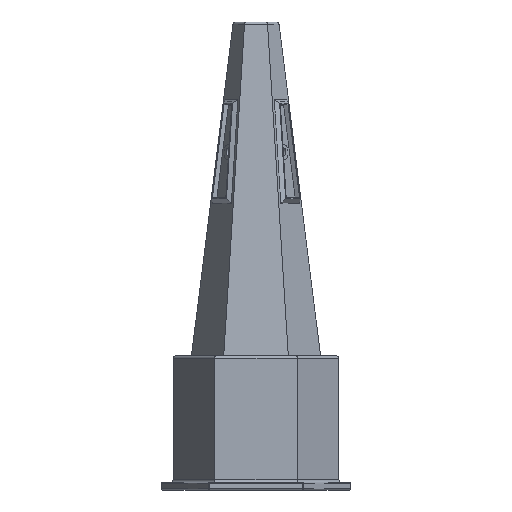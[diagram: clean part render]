
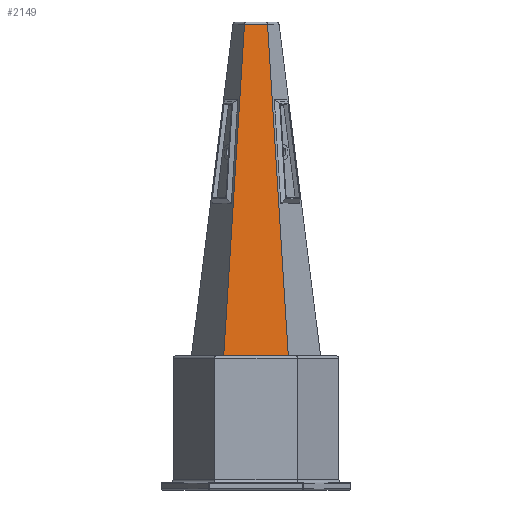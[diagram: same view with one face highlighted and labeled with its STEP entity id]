
A CAD part, front view. The second image highlights one B-rep face of the part: STEP entity #2149.
In plain terms, the highlighted free-form (B-spline) face has degree [1, 1] with [2, 2] control points.
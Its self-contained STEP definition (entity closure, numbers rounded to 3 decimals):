
#93 = PLANE('',#94);
#94 = AXIS2_PLACEMENT_3D('',#95,#96,#97);
#95 = CARTESIAN_POINT('',(0.,0.,50.));
#96 = DIRECTION('',(0.,0.,1.));
#97 = DIRECTION('',(1.,0.,0.));
#376 = B_SPLINE_SURFACE_WITH_KNOTS('',1,1,(
    (#377,#378)
    ,(#379,#380
    )),.UNSPECIFIED.,.F.,.F.,.F.,(2,2),(2,2),(0.,25.5),(0.,1.),
  .PIECEWISE_BEZIER_KNOTS.);
#377 = CARTESIAN_POINT('',(12.75,-22.084,50.));
#378 = CARTESIAN_POINT('',(4.5,-7.794,182.));
#379 = CARTESIAN_POINT('',(25.5,0.,50.));
#380 = CARTESIAN_POINT('',(9.,0.,182.));
#672 = VERTEX_POINT('',#673);
#673 = CARTESIAN_POINT('',(-12.75,-22.084,50.));
#687 = B_SPLINE_SURFACE_WITH_KNOTS('',1,1,(
    (#688,#689)
    ,(#690,#691
    )),.UNSPECIFIED.,.F.,.F.,.F.,(2,2),(2,2),(0.,25.5),(0.,1.),
  .PIECEWISE_BEZIER_KNOTS.);
#688 = CARTESIAN_POINT('',(-25.5,0.,50.));
#689 = CARTESIAN_POINT('',(-9.,0.,182.));
#690 = CARTESIAN_POINT('',(-12.75,-22.084,50.));
#691 = CARTESIAN_POINT('',(-4.5,-7.794,182.));
#699 = EDGE_CURVE('',#672,#700,#702,.T.);
#700 = VERTEX_POINT('',#701);
#701 = CARTESIAN_POINT('',(12.75,-22.084,50.));
#702 = SURFACE_CURVE('',#703,(#707,#714),.PCURVE_S1.);
#703 = LINE('',#704,#705);
#704 = CARTESIAN_POINT('',(-12.75,-22.084,50.));
#705 = VECTOR('',#706,1.);
#706 = DIRECTION('',(1.,0.,0.));
#707 = PCURVE('',#93,#708);
#708 = DEFINITIONAL_REPRESENTATION('',(#709),#713);
#709 = LINE('',#710,#711);
#710 = CARTESIAN_POINT('',(-12.75,-22.084));
#711 = VECTOR('',#712,1.);
#712 = DIRECTION('',(1.,0.));
#713 = ( GEOMETRIC_REPRESENTATION_CONTEXT(2) 
PARAMETRIC_REPRESENTATION_CONTEXT() REPRESENTATION_CONTEXT('2D SPACE',''
  ) );
#714 = PCURVE('',#715,#720);
#715 = B_SPLINE_SURFACE_WITH_KNOTS('',1,1,(
    (#716,#717)
    ,(#718,#719
    )),.UNSPECIFIED.,.F.,.F.,.F.,(2,2),(2,2),(0.,25.5),(0.,1.),
  .PIECEWISE_BEZIER_KNOTS.);
#716 = CARTESIAN_POINT('',(-12.75,-22.084,50.));
#717 = CARTESIAN_POINT('',(-4.5,-7.794,182.));
#718 = CARTESIAN_POINT('',(12.75,-22.084,50.));
#719 = CARTESIAN_POINT('',(4.5,-7.794,182.));
#720 = DEFINITIONAL_REPRESENTATION('',(#721),#725);
#721 = LINE('',#722,#723);
#722 = CARTESIAN_POINT('',(0.,0.));
#723 = VECTOR('',#724,1.);
#724 = DIRECTION('',(1.,0.));
#725 = ( GEOMETRIC_REPRESENTATION_CONTEXT(2) 
PARAMETRIC_REPRESENTATION_CONTEXT() REPRESENTATION_CONTEXT('2D SPACE',''
  ) );
#1344 = EDGE_CURVE('',#700,#1345,#1347,.T.);
#1345 = VERTEX_POINT('',#1346);
#1346 = CARTESIAN_POINT('',(4.556,-7.891,181.108
    ));
#1347 = SURFACE_CURVE('',#1348,(#1351,#1358),.PCURVE_S1.);
#1348 = B_SPLINE_CURVE_WITH_KNOTS('',1,(#1349,#1350),.UNSPECIFIED.,.F.,
  .F.,(2,2),(0.,1.),.PIECEWISE_BEZIER_KNOTS.);
#1349 = CARTESIAN_POINT('',(12.75,-22.084,50.));
#1350 = CARTESIAN_POINT('',(4.5,-7.794,182.));
#1351 = PCURVE('',#376,#1352);
#1352 = DEFINITIONAL_REPRESENTATION('',(#1353),#1357);
#1353 = LINE('',#1354,#1355);
#1354 = CARTESIAN_POINT('',(0.,0.));
#1355 = VECTOR('',#1356,1.);
#1356 = DIRECTION('',(0.,1.));
#1357 = ( GEOMETRIC_REPRESENTATION_CONTEXT(2) 
PARAMETRIC_REPRESENTATION_CONTEXT() REPRESENTATION_CONTEXT('2D SPACE',''
  ) );
#1358 = PCURVE('',#715,#1359);
#1359 = DEFINITIONAL_REPRESENTATION('',(#1360),#1364);
#1360 = LINE('',#1361,#1362);
#1361 = CARTESIAN_POINT('',(25.5,0.));
#1362 = VECTOR('',#1363,1.);
#1363 = DIRECTION('',(0.,1.));
#1364 = ( GEOMETRIC_REPRESENTATION_CONTEXT(2) 
PARAMETRIC_REPRESENTATION_CONTEXT() REPRESENTATION_CONTEXT('2D SPACE',''
  ) );
#1636 = ( BOUNDED_SURFACE() B_SPLINE_SURFACE(2,2,(
    (#1637,#1638,#1639,#1640,#1641)
    ,(#1642,#1643,#1644,#1645,#1646)
    ,(#1647,#1648,#1649,#1650,#1651
)),.UNSPECIFIED.,.F.,.F.,.F.) B_SPLINE_SURFACE_WITH_KNOTS((3,3),(3,1,1,3
    ),(0.,10.036),(-0.959,-0.518,
    9.518,9.959),.UNSPECIFIED.) 
GEOMETRIC_REPRESENTATION_ITEM() RATIONAL_B_SPLINE_SURFACE((
    (1.,1.,1.,1.,1.)
    ,(0.744,0.744,0.744,0.744
      ,0.744)
,(1.,1.,1.,1.,1.))) REPRESENTATION_ITEM('') SURFACE() );
#1637 = CARTESIAN_POINT('',(-5.459,-6.897,182.));
#1638 = CARTESIAN_POINT('',(-5.239,-6.897,182.));
#1639 = CARTESIAN_POINT('',(0.,-6.897,182.));
#1640 = CARTESIAN_POINT('',(5.239,-6.897,182.));
#1641 = CARTESIAN_POINT('',(5.459,-6.897,182.));
#1642 = CARTESIAN_POINT('',(-5.459,-7.794,182.));
#1643 = CARTESIAN_POINT('',(-5.239,-7.794,182.));
#1644 = CARTESIAN_POINT('',(0.,-7.794,182.));
#1645 = CARTESIAN_POINT('',(5.239,-7.794,182.));
#1646 = CARTESIAN_POINT('',(5.459,-7.794,182.));
#1647 = CARTESIAN_POINT('',(-5.459,-7.891,
    181.108));
#1648 = CARTESIAN_POINT('',(-5.239,-7.891,
    181.108));
#1649 = CARTESIAN_POINT('',(0.,-7.891,181.108));
#1650 = CARTESIAN_POINT('',(5.239,-7.891,181.108
    ));
#1651 = CARTESIAN_POINT('',(5.459,-7.891,181.108
    ));
#1955 = EDGE_CURVE('',#672,#1956,#1958,.T.);
#1956 = VERTEX_POINT('',#1957);
#1957 = CARTESIAN_POINT('',(-4.556,-7.891,
    181.108));
#1958 = SURFACE_CURVE('',#1959,(#1962,#1969),.PCURVE_S1.);
#1959 = B_SPLINE_CURVE_WITH_KNOTS('',1,(#1960,#1961),.UNSPECIFIED.,.F.,
  .F.,(2,2),(0.,1.),.PIECEWISE_BEZIER_KNOTS.);
#1960 = CARTESIAN_POINT('',(-12.75,-22.084,50.));
#1961 = CARTESIAN_POINT('',(-4.5,-7.794,182.));
#1962 = PCURVE('',#687,#1963);
#1963 = DEFINITIONAL_REPRESENTATION('',(#1964),#1968);
#1964 = LINE('',#1965,#1966);
#1965 = CARTESIAN_POINT('',(25.5,0.));
#1966 = VECTOR('',#1967,1.);
#1967 = DIRECTION('',(0.,1.));
#1968 = ( GEOMETRIC_REPRESENTATION_CONTEXT(2) 
PARAMETRIC_REPRESENTATION_CONTEXT() REPRESENTATION_CONTEXT('2D SPACE',''
  ) );
#1969 = PCURVE('',#715,#1970);
#1970 = DEFINITIONAL_REPRESENTATION('',(#1971),#1975);
#1971 = LINE('',#1972,#1973);
#1972 = CARTESIAN_POINT('',(0.,0.));
#1973 = VECTOR('',#1974,1.);
#1974 = DIRECTION('',(0.,1.));
#1975 = ( GEOMETRIC_REPRESENTATION_CONTEXT(2) 
PARAMETRIC_REPRESENTATION_CONTEXT() REPRESENTATION_CONTEXT('2D SPACE',''
  ) );
#2149 = ADVANCED_FACE('',(#2150),#715,.T.);
#2150 = FACE_BOUND('',#2151,.T.);
#2151 = EDGE_LOOP('',(#2152,#2153,#2154,#2155));
#2152 = ORIENTED_EDGE('',*,*,#1955,.F.);
#2153 = ORIENTED_EDGE('',*,*,#699,.T.);
#2154 = ORIENTED_EDGE('',*,*,#1344,.T.);
#2155 = ORIENTED_EDGE('',*,*,#2156,.F.);
#2156 = EDGE_CURVE('',#1956,#1345,#2157,.T.);
#2157 = SURFACE_CURVE('',#2158,(#2164,#2170),.PCURVE_S1.);
#2158 = B_SPLINE_CURVE_WITH_KNOTS('',2,(#2159,#2160,#2161,#2162,#2163),
  .UNSPECIFIED.,.F.,.F.,(3,1,1,3),(-0.959,-0.518,
    9.518,9.959),.UNSPECIFIED.);
#2159 = CARTESIAN_POINT('',(-5.459,-7.891,
    181.108));
#2160 = CARTESIAN_POINT('',(-5.239,-7.891,
    181.108));
#2161 = CARTESIAN_POINT('',(0.,-7.891,181.108));
#2162 = CARTESIAN_POINT('',(5.239,-7.891,181.108
    ));
#2163 = CARTESIAN_POINT('',(5.459,-7.891,181.108
    ));
#2164 = PCURVE('',#715,#2165);
#2165 = DEFINITIONAL_REPRESENTATION('',(#2166),#2169);
#2166 = B_SPLINE_CURVE_WITH_KNOTS('',1,(#2167,#2168),.UNSPECIFIED.,.F.,
  .F.,(2,2),(-0.518,9.518),.PIECEWISE_BEZIER_KNOTS.);
#2167 = CARTESIAN_POINT('',(-1.294,0.993));
#2168 = CARTESIAN_POINT('',(26.794,0.993));
#2169 = ( GEOMETRIC_REPRESENTATION_CONTEXT(2) 
PARAMETRIC_REPRESENTATION_CONTEXT() REPRESENTATION_CONTEXT('2D SPACE',''
  ) );
#2170 = PCURVE('',#1636,#2171);
#2171 = DEFINITIONAL_REPRESENTATION('',(#2172),#2176);
#2172 = LINE('',#2173,#2174);
#2173 = CARTESIAN_POINT('',(10.036,0.));
#2174 = VECTOR('',#2175,1.);
#2175 = DIRECTION('',(0.,1.));
#2176 = ( GEOMETRIC_REPRESENTATION_CONTEXT(2) 
PARAMETRIC_REPRESENTATION_CONTEXT() REPRESENTATION_CONTEXT('2D SPACE',''
  ) );
